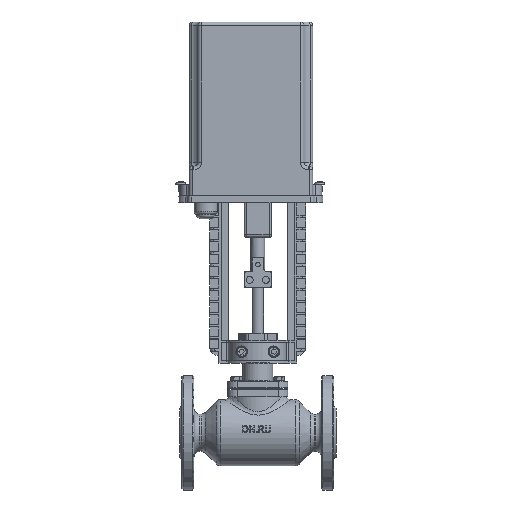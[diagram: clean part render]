
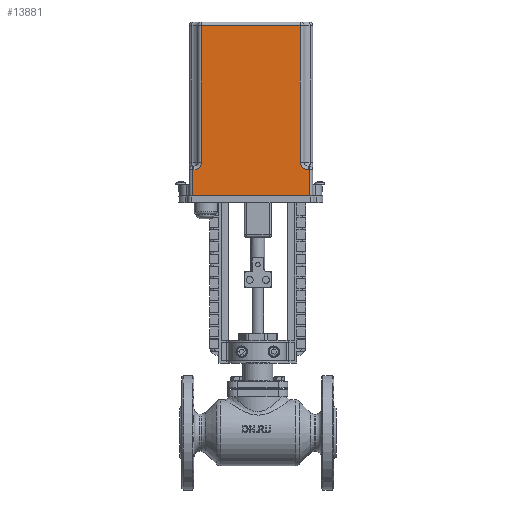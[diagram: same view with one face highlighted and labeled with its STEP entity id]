
A CAD part, top view. The second image highlights one B-rep face of the part: STEP entity #13881.
In plain terms, the highlighted planar face has unit normal (0, 0, 1).
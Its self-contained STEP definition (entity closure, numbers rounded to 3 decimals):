
#398=PLANE('',#15232);
#1109=FACE_OUTER_BOUND('',#1905,.T.);
#1905=EDGE_LOOP('',(#10991,#10992,#10993,#10994,#10995,#10996,#10997,#10998,
#10999,#11000));
#3282=LINE('',#22364,#4538);
#3629=LINE('',#23408,#4885);
#3631=LINE('',#23466,#4887);
#3634=LINE('',#23527,#4890);
#3635=LINE('',#23590,#4891);
#3639=LINE('',#23660,#4895);
#3660=LINE('',#23933,#4916);
#3662=LINE('',#23936,#4918);
#4538=VECTOR('',#17051,19.);
#4885=VECTOR('',#17912,19.);
#4887=VECTOR('',#17920,19.);
#4890=VECTOR('',#17945,19.);
#4891=VECTOR('',#17960,19.);
#4895=VECTOR('',#18006,19.);
#4916=VECTOR('',#18155,19.);
#4918=VECTOR('',#18159,19.);
#5410=B_SPLINE_CURVE_WITH_KNOTS('',3,(#23456,#23457,#23458,#23459,#23460,
#23461,#23462),.UNSPECIFIED.,.F.,.F.,(4,1,1,1,4),(-0.536,-0.46,
-0.306,-0.153,0.),.UNSPECIFIED.);
#5412=B_SPLINE_CURVE_WITH_KNOTS('',3,(#23565,#23566,#23567,#23568,#23569,
#23570,#23571),.UNSPECIFIED.,.F.,.F.,(4,1,1,1,4),(-0.536,-0.383,
-0.23,-0.153,0.),.UNSPECIFIED.);
#6045=VERTEX_POINT('',#22361);
#6046=VERTEX_POINT('',#22363);
#6380=VERTEX_POINT('',#23404);
#6383=VERTEX_POINT('',#23453);
#6384=VERTEX_POINT('',#23455);
#6389=VERTEX_POINT('',#23522);
#6390=VERTEX_POINT('',#23563);
#6391=VERTEX_POINT('',#23564);
#6394=VERTEX_POINT('',#23584);
#6402=VERTEX_POINT('',#23653);
#7507=EDGE_CURVE('',#6045,#6046,#3282,.T.);
#7999=EDGE_CURVE('',#6046,#6380,#3629,.T.);
#8002=EDGE_CURVE('',#6383,#6384,#5410,.T.);
#8005=EDGE_CURVE('',#6380,#6383,#3631,.T.);
#8016=EDGE_CURVE('',#6384,#6389,#3634,.T.);
#8017=EDGE_CURVE('',#6390,#6391,#5412,.T.);
#8024=EDGE_CURVE('',#6394,#6045,#3635,.T.);
#8042=EDGE_CURVE('',#6402,#6390,#3639,.T.);
#8107=EDGE_CURVE('',#6389,#6402,#3660,.T.);
#8109=EDGE_CURVE('',#6391,#6394,#3662,.T.);
#10991=ORIENTED_EDGE('',*,*,#7999,.F.);
#10992=ORIENTED_EDGE('',*,*,#7507,.F.);
#10993=ORIENTED_EDGE('',*,*,#8024,.F.);
#10994=ORIENTED_EDGE('',*,*,#8109,.F.);
#10995=ORIENTED_EDGE('',*,*,#8017,.F.);
#10996=ORIENTED_EDGE('',*,*,#8042,.F.);
#10997=ORIENTED_EDGE('',*,*,#8107,.F.);
#10998=ORIENTED_EDGE('',*,*,#8016,.F.);
#10999=ORIENTED_EDGE('',*,*,#8002,.F.);
#11000=ORIENTED_EDGE('',*,*,#8005,.F.);
#13881=ADVANCED_FACE('',(#1109),#398,.T.);
#15232=AXIS2_PLACEMENT_3D('',#24024,#18212,#18213);
#17051=DIRECTION('',(-1.,0.,0.));
#17912=DIRECTION('',(0.,1.,0.));
#17920=DIRECTION('',(1.,0.,0.));
#17945=DIRECTION('',(0.,1.,0.));
#17960=DIRECTION('',(0.,-1.,0.));
#18006=DIRECTION('',(0.,-1.,0.));
#18155=DIRECTION('',(1.,0.,0.));
#18159=DIRECTION('',(1.,0.,0.));
#18212=DIRECTION('center_axis',(0.,0.,1.));
#18213=DIRECTION('ref_axis',(1.,0.,0.));
#22361=CARTESIAN_POINT('',(38.042,88.3,61.4));
#22363=CARTESIAN_POINT('',(-58.478,88.3,61.4));
#22364=CARTESIAN_POINT('',(-35.868,88.3,61.4));
#23404=CARTESIAN_POINT('',(-58.478,109.96,61.4));
#23408=CARTESIAN_POINT('',(-58.478,88.3,61.4));
#23453=CARTESIAN_POINT('',(-58.12,109.96,61.4));
#23455=CARTESIAN_POINT('',(-51.322,116.04,61.4));
#23456=CARTESIAN_POINT('Ctrl Pts',(-58.12,109.96,61.4));
#23457=CARTESIAN_POINT('Ctrl Pts',(-57.634,109.96,61.4));
#23458=CARTESIAN_POINT('Ctrl Pts',(-56.179,110.056,61.4));
#23459=CARTESIAN_POINT('Ctrl Pts',(-53.851,110.924,61.4));
#23460=CARTESIAN_POINT('Ctrl Pts',(-51.818,113.131,61.4));
#23461=CARTESIAN_POINT('Ctrl Pts',(-51.322,115.07,61.4));
#23462=CARTESIAN_POINT('Ctrl Pts',(-51.322,116.04,61.4));
#23466=CARTESIAN_POINT('',(-35.868,109.96,61.4));
#23522=CARTESIAN_POINT('',(-51.322,229.66,61.4));
#23527=CARTESIAN_POINT('',(-51.322,113.,61.4));
#23563=CARTESIAN_POINT('',(30.885,116.04,61.4));
#23564=CARTESIAN_POINT('',(37.683,109.96,61.4));
#23565=CARTESIAN_POINT('Ctrl Pts',(30.885,116.04,61.4));
#23566=CARTESIAN_POINT('Ctrl Pts',(30.885,115.07,61.4));
#23567=CARTESIAN_POINT('Ctrl Pts',(31.382,113.13,61.4));
#23568=CARTESIAN_POINT('Ctrl Pts',(33.073,111.297,61.4));
#23569=CARTESIAN_POINT('Ctrl Pts',(35.246,110.178,61.4));
#23570=CARTESIAN_POINT('Ctrl Pts',(36.712,109.96,61.4));
#23571=CARTESIAN_POINT('Ctrl Pts',(37.683,109.96,61.4));
#23584=CARTESIAN_POINT('',(38.042,109.96,61.4));
#23590=CARTESIAN_POINT('',(38.042,88.3,61.4));
#23653=CARTESIAN_POINT('',(30.885,229.66,61.4));
#23660=CARTESIAN_POINT('',(30.885,113.,61.4));
#23933=CARTESIAN_POINT('',(-35.868,229.66,61.4));
#23936=CARTESIAN_POINT('',(-35.868,109.96,61.4));
#24024=CARTESIAN_POINT('Origin',(-61.518,88.3,61.4));
